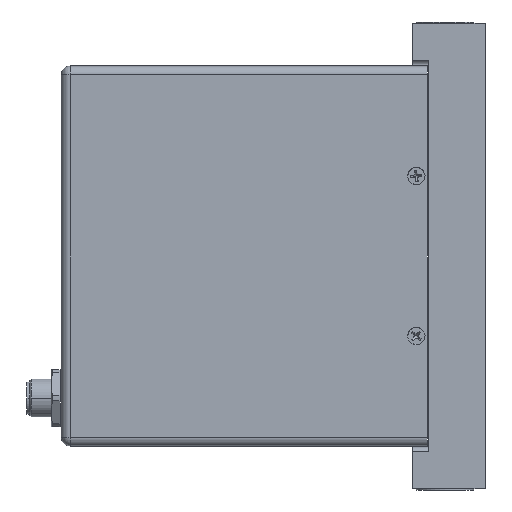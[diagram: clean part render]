
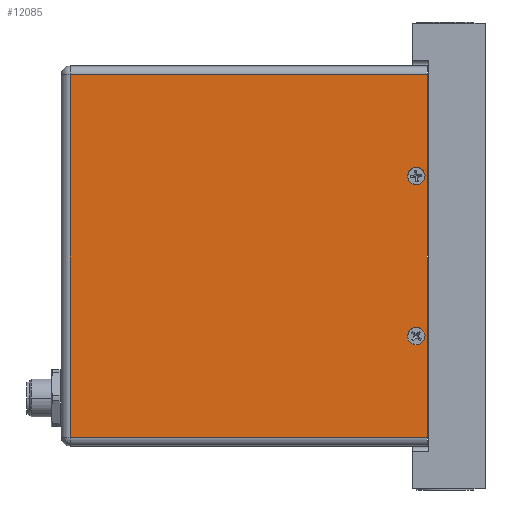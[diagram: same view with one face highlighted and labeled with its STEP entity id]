
A CAD part, left-side view. The second image highlights one B-rep face of the part: STEP entity #12085.
In plain terms, the highlighted planar face has unit normal (-1, 0, 0).
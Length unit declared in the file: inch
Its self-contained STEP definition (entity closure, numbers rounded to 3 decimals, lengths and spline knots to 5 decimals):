
#741 = DIRECTION ( 'NONE',  ( 0., 0., -1. ) ) ;
#787 = CARTESIAN_POINT ( 'NONE',  ( -1.12528, 4.72214, -2.03611 ) ) ;
#820 = PLANE ( 'NONE',  #5001 ) ;
#890 = CARTESIAN_POINT ( 'NONE',  ( -1.12528, 4.83214, 2.60389 ) ) ;
#972 = CIRCLE ( 'NONE', #15766, 0.109 ) ;
#1074 = AXIS2_PLACEMENT_3D ( 'NONE', #14752, #5201, #16299 ) ;
#1254 = VERTEX_POINT ( 'NONE', #11885 ) ;
#1421 = FACE_BOUND ( 'NONE', #2812, .T. ) ;
#1434 = VECTOR ( 'NONE', #4609, 39.37008 ) ;
#1934 = LINE ( 'NONE', #12542, #1434 ) ;
#2501 = DIRECTION ( 'NONE',  ( 0., 0., -1. ) ) ;
#2812 = EDGE_LOOP ( 'NONE', ( #19791, #14719 ) ) ;
#2832 = ORIENTED_EDGE ( 'NONE', *, *, #11744, .T. ) ;
#2900 = DIRECTION ( 'NONE',  ( 0., -1., 0. ) ) ;
#2952 = VERTEX_POINT ( 'NONE', #14880 ) ;
#3499 = AXIS2_PLACEMENT_3D ( 'NONE', #19660, #10222, #741 ) ;
#4274 = CARTESIAN_POINT ( 'NONE',  ( -1.12528, 0.39314, -0.77111 ) ) ;
#4609 = DIRECTION ( 'NONE',  ( 0., 0., -1. ) ) ;
#5001 = AXIS2_PLACEMENT_3D ( 'NONE', #890, #11980, #2501 ) ;
#5116 = FACE_BOUND ( 'NONE', #7273, .T. ) ;
#5201 = DIRECTION ( 'NONE',  ( 1., 0., 0. ) ) ;
#5597 = CIRCLE ( 'NONE', #3499, 0.109 ) ;
#5613 = FACE_OUTER_BOUND ( 'NONE', #10219, .T. ) ;
#5811 = VERTEX_POINT ( 'NONE', #11741 ) ;
#5872 = DIRECTION ( 'NONE',  ( 0., 0., -1. ) ) ;
#7184 = DIRECTION ( 'NONE',  ( 0., 1., 0. ) ) ;
#7273 = EDGE_LOOP ( 'NONE', ( #19825, #14369 ) ) ;
#7402 = VECTOR ( 'NONE', #14882, 39.37008 ) ;
#7586 = CARTESIAN_POINT ( 'NONE',  ( -1.12528, 4.83214, -2.03611 ) ) ;
#8156 = AXIS2_PLACEMENT_3D ( 'NONE', #17717, #8264, #19264 ) ;
#8179 = VECTOR ( 'NONE', #7184, 39.37008 ) ;
#8264 = DIRECTION ( 'NONE',  ( 1., 0., 0. ) ) ;
#9158 = CARTESIAN_POINT ( 'NONE',  ( -1.12528, 0.39314, -0.88011 ) ) ;
#10096 = VERTEX_POINT ( 'NONE', #11903 ) ;
#10219 = EDGE_LOOP ( 'NONE', ( #20081, #2832, #16277, #20355 ) ) ;
#10222 = DIRECTION ( 'NONE',  ( 1., 0., 0. ) ) ;
#10734 = VERTEX_POINT ( 'NONE', #787 ) ;
#10908 = EDGE_CURVE ( 'NONE', #2952, #10734, #1934, .T. ) ;
#11186 = EDGE_CURVE ( 'NONE', #10734, #1254, #19758, .T. ) ;
#11574 = EDGE_CURVE ( 'NONE', #1254, #10096, #15867, .T. ) ;
#11661 = CARTESIAN_POINT ( 'NONE',  ( -1.12528, 0.25814, 2.60389 ) ) ;
#11741 = CARTESIAN_POINT ( 'NONE',  ( -1.12528, 0.39314, -0.66211 ) ) ;
#11744 = EDGE_CURVE ( 'NONE', #10096, #2952, #12936, .T. ) ;
#11822 = VERTEX_POINT ( 'NONE', #9158 ) ;
#11885 = CARTESIAN_POINT ( 'NONE',  ( -1.12528, 0.25814, -2.03611 ) ) ;
#11903 = CARTESIAN_POINT ( 'NONE',  ( -1.12528, 0.25814, 2.49389 ) ) ;
#11980 = DIRECTION ( 'NONE',  ( 1., 0., 0. ) ) ;
#12085 = ADVANCED_FACE ( 'NONE', ( #5613, #1421, #5116 ), #820, .F. ) ;
#12542 = CARTESIAN_POINT ( 'NONE',  ( -1.12528, 4.72214, 2.60389 ) ) ;
#12660 = EDGE_CURVE ( 'NONE', #19227, #17242, #17915, .T. ) ;
#12936 = LINE ( 'NONE', #18213, #8179 ) ;
#13020 = CARTESIAN_POINT ( 'NONE',  ( -1.12528, 0.39314, 1.33789 ) ) ;
#14369 = ORIENTED_EDGE ( 'NONE', *, *, #14845, .T. ) ;
#14685 = EDGE_CURVE ( 'NONE', #17242, #19227, #14829, .T. ) ;
#14719 = ORIENTED_EDGE ( 'NONE', *, *, #14685, .T. ) ;
#14752 = CARTESIAN_POINT ( 'NONE',  ( -1.12528, 0.39314, 1.22889 ) ) ;
#14829 = CIRCLE ( 'NONE', #8156, 0.109 ) ;
#14845 = EDGE_CURVE ( 'NONE', #5811, #11822, #5597, .T. ) ;
#14880 = CARTESIAN_POINT ( 'NONE',  ( -1.12528, 4.72214, 2.49389 ) ) ;
#14882 = DIRECTION ( 'NONE',  ( 0., 0., 1. ) ) ;
#15385 = DIRECTION ( 'NONE',  ( 1., 0., 0. ) ) ;
#15766 = AXIS2_PLACEMENT_3D ( 'NONE', #4274, #15385, #5872 ) ;
#15867 = LINE ( 'NONE', #11661, #7402 ) ;
#16277 = ORIENTED_EDGE ( 'NONE', *, *, #10908, .T. ) ;
#16299 = DIRECTION ( 'NONE',  ( 0., 0., -1. ) ) ;
#16831 = CARTESIAN_POINT ( 'NONE',  ( -1.12528, 0.39314, 1.11989 ) ) ;
#17242 = VERTEX_POINT ( 'NONE', #13020 ) ;
#17659 = EDGE_CURVE ( 'NONE', #11822, #5811, #972, .T. ) ;
#17717 = CARTESIAN_POINT ( 'NONE',  ( -1.12528, 0.39314, 1.22889 ) ) ;
#17915 = CIRCLE ( 'NONE', #1074, 0.109 ) ;
#18213 = CARTESIAN_POINT ( 'NONE',  ( -1.12528, 4.83214, 2.49389 ) ) ;
#19227 = VERTEX_POINT ( 'NONE', #16831 ) ;
#19264 = DIRECTION ( 'NONE',  ( 0., 0., -1. ) ) ;
#19286 = VECTOR ( 'NONE', #2900, 39.37008 ) ;
#19660 = CARTESIAN_POINT ( 'NONE',  ( -1.12528, 0.39314, -0.77111 ) ) ;
#19758 = LINE ( 'NONE', #7586, #19286 ) ;
#19791 = ORIENTED_EDGE ( 'NONE', *, *, #12660, .T. ) ;
#19825 = ORIENTED_EDGE ( 'NONE', *, *, #17659, .T. ) ;
#20081 = ORIENTED_EDGE ( 'NONE', *, *, #11574, .T. ) ;
#20355 = ORIENTED_EDGE ( 'NONE', *, *, #11186, .T. ) ;
